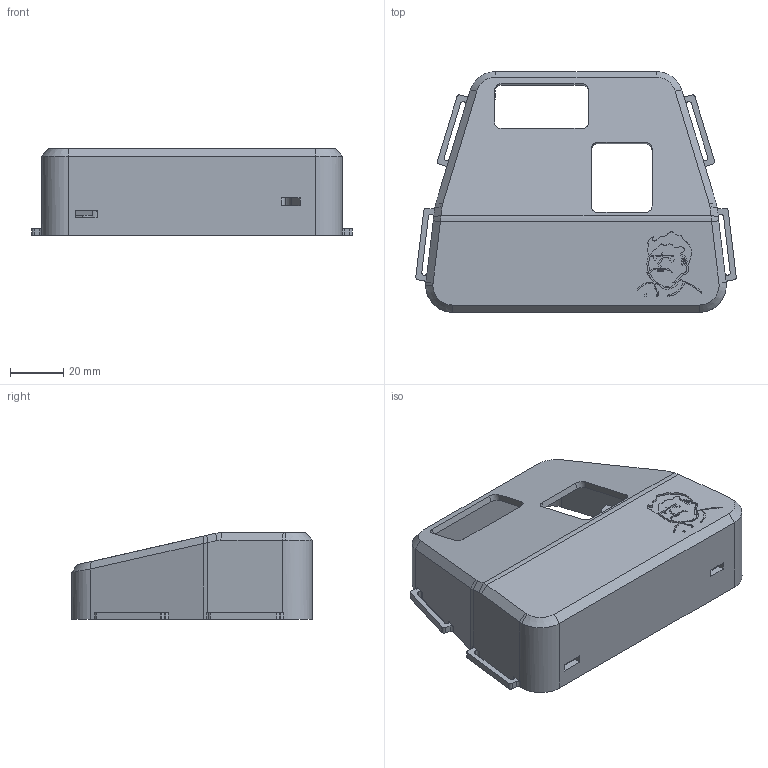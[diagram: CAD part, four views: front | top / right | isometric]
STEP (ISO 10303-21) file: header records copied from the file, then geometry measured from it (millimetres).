
FILE_DESCRIPTION (( 'STEP AP203' ), '1' );
FILE_NAME ('Upper Lid Modified.STEP', '2022-05-14T07:32:30', ( '' ), ( '' ), 'SwSTEP 2.0', 'SolidWorks 2020', '' );
FILE_SCHEMA (( 'CONFIG_CONTROL_DESIGN' ));
Length unit declared in the file: millimetre
Products named in the file (1): Upper Lid Modified
Bounding box: 119.88 x 90 x 32.5 mm (x, y, z)
Volume: 44336.9 mm3; surface area: 38847.3 mm2
Topology: 1 solids, 1 shells, 349 faces, 962 edges, 622 vertices
Faces by surface type: plane 187, cylinder 116, bspline 27, cone 19
Entity records: 11685 total; most frequent: CARTESIAN_POINT 2832, ORIENTED_EDGE 1892, DIRECTION 1715, EDGE_CURVE 946, LINE 639, VECTOR 639, VERTEX_POINT 622, AXIS2_PLACEMENT_3D 538
